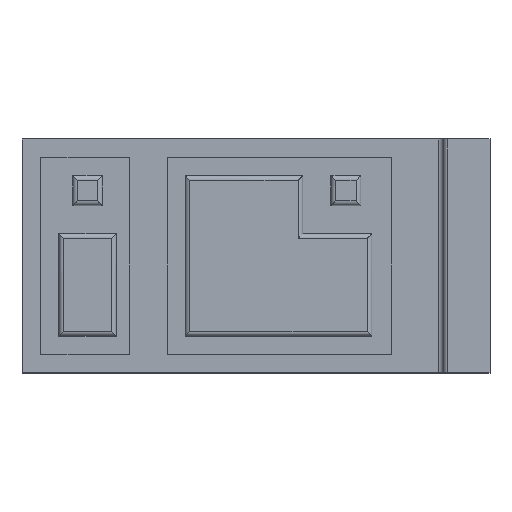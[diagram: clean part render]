
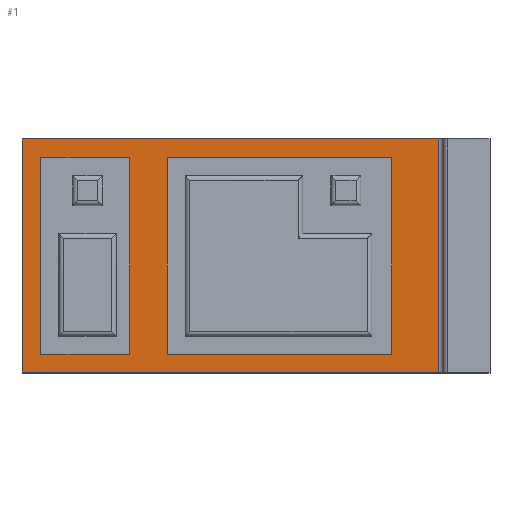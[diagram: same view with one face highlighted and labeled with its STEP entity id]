
A CAD part, top view. The second image highlights one B-rep face of the part: STEP entity #1.
In plain terms, the highlighted planar face has unit normal (0, 0, 1).
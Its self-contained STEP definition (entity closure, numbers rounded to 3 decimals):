
#1 = ADVANCED_FACE ( 'NONE', ( #432, #2474, #1728 ), #451, .F. ) ;
#34 = VECTOR ( 'NONE', #1673, 1000. ) ;
#71 = DIRECTION ( 'NONE',  ( 0., 1., 0. ) ) ;
#117 = CARTESIAN_POINT ( 'NONE',  ( -0.55, 0.2, -0.226 ) ) ;
#139 = DIRECTION ( 'NONE',  ( 0., 1., 0. ) ) ;
#156 = VECTOR ( 'NONE', #185, 1000. ) ;
#185 = DIRECTION ( 'NONE',  ( 0., -1., 0. ) ) ;
#208 = LINE ( 'NONE', #285, #2539 ) ;
#216 = VERTEX_POINT ( 'NONE', #2584 ) ;
#245 = CARTESIAN_POINT ( 'NONE',  ( -4.5, 2.5, -0.226 ) ) ;
#262 = ORIENTED_EDGE ( 'NONE', *, *, #2654, .F. ) ;
#280 = DIRECTION ( 'NONE',  ( 1., 0., 0. ) ) ;
#285 = CARTESIAN_POINT ( 'NONE',  ( -2.95, 0.2, -0.226 ) ) ;
#286 = CARTESIAN_POINT ( 'NONE',  ( -3.35, 2.3, -0.226 ) ) ;
#302 = CARTESIAN_POINT ( 'NONE',  ( -2.95, 2.3, -0.226 ) ) ;
#309 = LINE ( 'NONE', #302, #156 ) ;
#359 = CARTESIAN_POINT ( 'NONE',  ( -4.5, 2.5, -0.226 ) ) ;
#383 = CARTESIAN_POINT ( 'NONE',  ( -4.3, 2.3, -0.226 ) ) ;
#402 = CARTESIAN_POINT ( 'NONE',  ( -4.5, 0., -0.226 ) ) ;
#407 = CARTESIAN_POINT ( 'NONE',  ( -2.95, 2.3, -0.226 ) ) ;
#417 = CARTESIAN_POINT ( 'NONE',  ( -0.05, 2.5, -0.226 ) ) ;
#432 = FACE_BOUND ( 'NONE', #1621, .T. ) ;
#439 = DIRECTION ( 'NONE',  ( 0., -1., 0. ) ) ;
#451 = PLANE ( 'NONE',  #1710 ) ;
#455 = VERTEX_POINT ( 'NONE', #245 ) ;
#505 = EDGE_LOOP ( 'NONE', ( #2738, #1127, #903, #1659 ) ) ;
#524 = CARTESIAN_POINT ( 'NONE',  ( -0.55, 2.3, -0.226 ) ) ;
#536 = EDGE_CURVE ( 'NONE', #1519, #1241, #2003, .T. ) ;
#572 = DIRECTION ( 'NONE',  ( 1., 0., 0. ) ) ;
#614 = DIRECTION ( 'NONE',  ( 1., 0., 0. ) ) ;
#665 = DIRECTION ( 'NONE',  ( 0., 0., -1. ) ) ;
#733 = CARTESIAN_POINT ( 'NONE',  ( -0.55, 2.3, -0.226 ) ) ;
#749 = VECTOR ( 'NONE', #71, 1000. ) ;
#758 = EDGE_CURVE ( 'NONE', #455, #879, #1285, .T. ) ;
#796 = VECTOR ( 'NONE', #2015, 1000. ) ;
#873 = LINE ( 'NONE', #359, #2009 ) ;
#879 = VERTEX_POINT ( 'NONE', #2769 ) ;
#887 = DIRECTION ( 'NONE',  ( -1., 0., 0. ) ) ;
#903 = ORIENTED_EDGE ( 'NONE', *, *, #2238, .F. ) ;
#964 = LINE ( 'NONE', #402, #2326 ) ;
#1001 = ORIENTED_EDGE ( 'NONE', *, *, #1654, .F. ) ;
#1075 = DIRECTION ( 'NONE',  ( 0., 1., 0. ) ) ;
#1117 = VECTOR ( 'NONE', #1075, 1000. ) ;
#1127 = ORIENTED_EDGE ( 'NONE', *, *, #1865, .T. ) ;
#1241 = VERTEX_POINT ( 'NONE', #2200 ) ;
#1243 = LINE ( 'NONE', #286, #749 ) ;
#1270 = LINE ( 'NONE', #733, #2419 ) ;
#1275 = DIRECTION ( 'NONE',  ( -1., 0., 0. ) ) ;
#1285 = LINE ( 'NONE', #2245, #796 ) ;
#1301 = LINE ( 'NONE', #1572, #2588 ) ;
#1309 = CARTESIAN_POINT ( 'NONE',  ( -2.95, 0.2, -0.226 ) ) ;
#1342 = ORIENTED_EDGE ( 'NONE', *, *, #1843, .F. ) ;
#1379 = CARTESIAN_POINT ( 'NONE',  ( -2.95, 2.3, -0.226 ) ) ;
#1519 = VERTEX_POINT ( 'NONE', #2116 ) ;
#1572 = CARTESIAN_POINT ( 'NONE',  ( -4.3, 2.3, -0.226 ) ) ;
#1621 = EDGE_LOOP ( 'NONE', ( #262, #2251, #2655, #2370 ) ) ;
#1654 = EDGE_CURVE ( 'NONE', #2146, #1890, #1983, .T. ) ;
#1657 = CARTESIAN_POINT ( 'NONE',  ( -0.05, 2.5, -0.226 ) ) ;
#1659 = ORIENTED_EDGE ( 'NONE', *, *, #758, .T. ) ;
#1673 = DIRECTION ( 'NONE',  ( 1., 0., 0. ) ) ;
#1710 = AXIS2_PLACEMENT_3D ( 'NONE', #2021, #665, #887 ) ;
#1728 = FACE_BOUND ( 'NONE', #1755, .T. ) ;
#1736 = LINE ( 'NONE', #417, #1117 ) ;
#1755 = EDGE_LOOP ( 'NONE', ( #1001, #1342, #1849, #1893 ) ) ;
#1813 = EDGE_CURVE ( 'NONE', #1241, #1891, #1243, .T. ) ;
#1843 = EDGE_CURVE ( 'NONE', #1853, #2146, #1270, .T. ) ;
#1849 = ORIENTED_EDGE ( 'NONE', *, *, #2398, .F. ) ;
#1853 = VERTEX_POINT ( 'NONE', #117 ) ;
#1865 = EDGE_CURVE ( 'NONE', #2305, #2465, #1736, .T. ) ;
#1890 = VERTEX_POINT ( 'NONE', #1379 ) ;
#1891 = VERTEX_POINT ( 'NONE', #2224 ) ;
#1893 = ORIENTED_EDGE ( 'NONE', *, *, #1961, .F. ) ;
#1961 = EDGE_CURVE ( 'NONE', #1890, #2832, #309, .T. ) ;
#1969 = DIRECTION ( 'NONE',  ( -1., 0., 0. ) ) ;
#1983 = LINE ( 'NONE', #407, #2275 ) ;
#2003 = LINE ( 'NONE', #2335, #34 ) ;
#2009 = VECTOR ( 'NONE', #572, 1000. ) ;
#2015 = DIRECTION ( 'NONE',  ( 0., -1., 0. ) ) ;
#2021 = CARTESIAN_POINT ( 'NONE',  ( -4.5, 2.5, -0.226 ) ) ;
#2116 = CARTESIAN_POINT ( 'NONE',  ( -4.3, 0.2, -0.226 ) ) ;
#2146 = VERTEX_POINT ( 'NONE', #524 ) ;
#2200 = CARTESIAN_POINT ( 'NONE',  ( -3.35, 0.2, -0.226 ) ) ;
#2224 = CARTESIAN_POINT ( 'NONE',  ( -3.35, 2.3, -0.226 ) ) ;
#2238 = EDGE_CURVE ( 'NONE', #455, #2465, #873, .T. ) ;
#2245 = CARTESIAN_POINT ( 'NONE',  ( -4.5, 2.5, -0.226 ) ) ;
#2251 = ORIENTED_EDGE ( 'NONE', *, *, #1813, .F. ) ;
#2275 = VECTOR ( 'NONE', #1969, 1000. ) ;
#2278 = EDGE_CURVE ( 'NONE', #216, #1519, #1301, .T. ) ;
#2305 = VERTEX_POINT ( 'NONE', #2757 ) ;
#2326 = VECTOR ( 'NONE', #614, 1000. ) ;
#2335 = CARTESIAN_POINT ( 'NONE',  ( -4.3, 0.2, -0.226 ) ) ;
#2370 = ORIENTED_EDGE ( 'NONE', *, *, #2278, .F. ) ;
#2398 = EDGE_CURVE ( 'NONE', #2832, #1853, #208, .T. ) ;
#2419 = VECTOR ( 'NONE', #139, 1000. ) ;
#2465 = VERTEX_POINT ( 'NONE', #1657 ) ;
#2474 = FACE_OUTER_BOUND ( 'NONE', #505, .T. ) ;
#2497 = LINE ( 'NONE', #383, #2855 ) ;
#2539 = VECTOR ( 'NONE', #280, 1000. ) ;
#2584 = CARTESIAN_POINT ( 'NONE',  ( -4.3, 2.3, -0.226 ) ) ;
#2588 = VECTOR ( 'NONE', #439, 1000. ) ;
#2654 = EDGE_CURVE ( 'NONE', #1891, #216, #2497, .T. ) ;
#2655 = ORIENTED_EDGE ( 'NONE', *, *, #536, .F. ) ;
#2738 = ORIENTED_EDGE ( 'NONE', *, *, #2834, .T. ) ;
#2757 = CARTESIAN_POINT ( 'NONE',  ( -0.05, 0., -0.226 ) ) ;
#2769 = CARTESIAN_POINT ( 'NONE',  ( -4.5, 0., -0.226 ) ) ;
#2832 = VERTEX_POINT ( 'NONE', #1309 ) ;
#2834 = EDGE_CURVE ( 'NONE', #879, #2305, #964, .T. ) ;
#2855 = VECTOR ( 'NONE', #1275, 1000. ) ;
